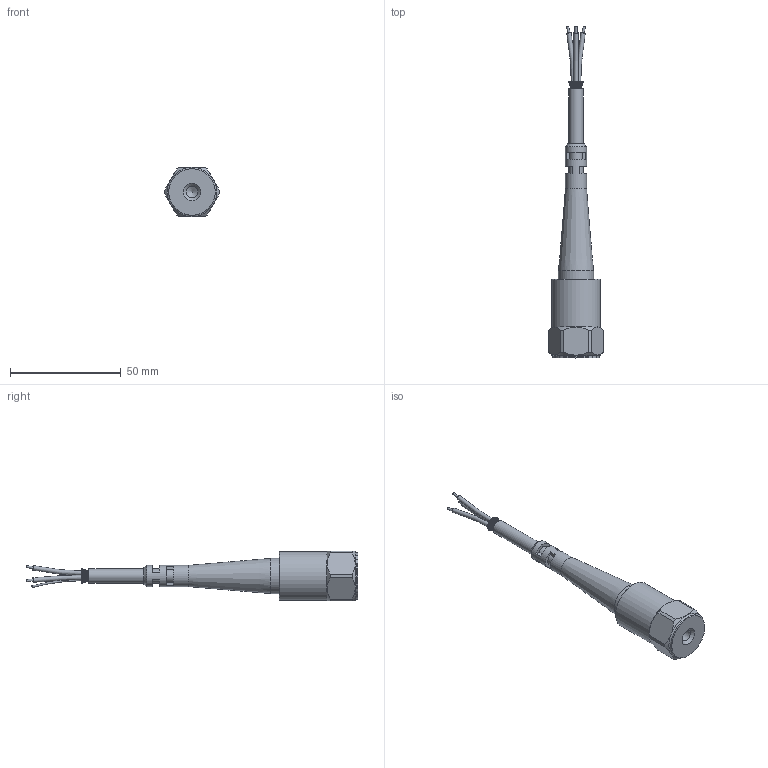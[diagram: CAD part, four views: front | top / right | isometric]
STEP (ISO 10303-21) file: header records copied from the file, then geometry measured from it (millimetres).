
FILE_DESCRIPTION(/* description */ (''),/* implementation_level */ '2;1');
FILE_NAME(/* name */ 'MASTER_STANDARD_TOP_EXIT_INTEGRAL_LIGHT-BLUE.stp',/* time_stamp */ '2017-04-25T17:32:33-04:00',/* author */ ('aneininger'),/* organization */ ('CONNECTION TECHNOLOGY CENTER'),/* preprocessor_version */ 'ST-DEVELOPER v16.5',/* originating_system */ 'Autodesk Inventor 2017',/* authorisation */ '');
FILE_SCHEMA (('AUTOMOTIVE_DESIGN { 1 0 10303 214 3 1 1 }'));
Products named in the file (1): MASTER_STANDARD_TOP_EXIT_INTEGRAL_LIGHT-BLUE
Bounding box: 24.89 x 149.62 x 22.23 mm (x, y, z)
Volume: 21688.5 mm3; surface area: 6798.4 mm2
Topology: 1 solids, 1 shells, 263 faces, 2085 edges, 1401 vertices
Faces by surface type: plane 131, bspline 96, cylinder 16, cone 12, torus 8
Full cylindrical faces by diameter (mm): 5.359 x1, 6.35 x1, 9.525 x1, 15.875 x1, 20.955 x1, 22.047 x1
Entity records: 44409 total; most frequent: CARTESIAN_POINT 30171, ORIENTED_EDGE 4102, DIRECTION 2102, EDGE_CURVE 2051, VERTEX_POINT 1388, B_SPLINE_CURVE_WITH_KNOTS 1056, AXIS2_PLACEMENT_3D 957, CIRCLE 789
